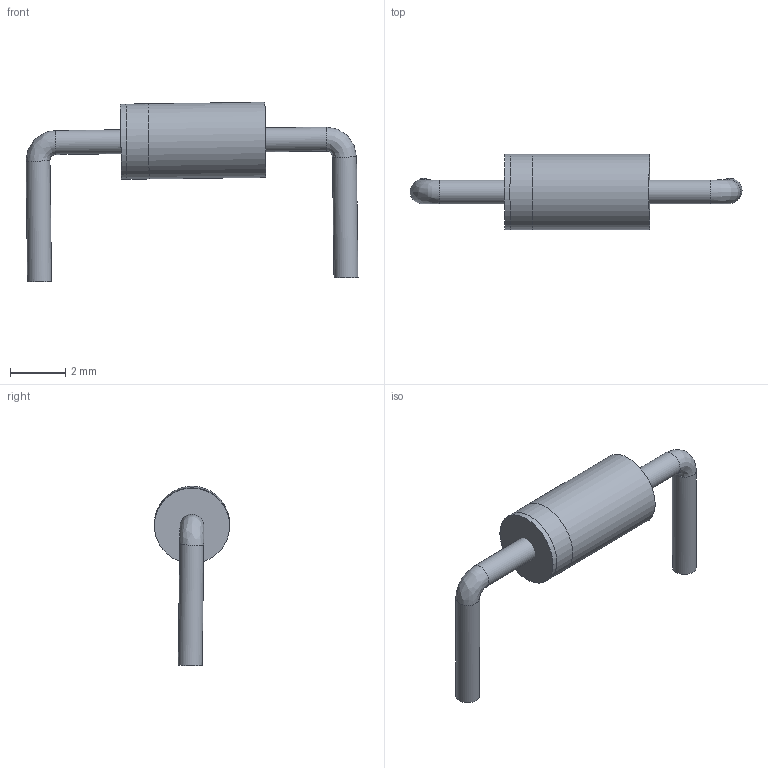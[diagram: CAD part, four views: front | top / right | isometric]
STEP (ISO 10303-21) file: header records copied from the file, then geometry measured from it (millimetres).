
FILE_DESCRIPTION(/* description */ (''),/* implementation_level */ '2;1');
FILE_NAME(/* name */ 'DO-41.step',/* time_stamp */ '2020-05-22T20:35:31+03:00',/* author */ ('vlad.lapshuda'),/* organization */ (''),/* preprocessor_version */ 'ST-DEVELOPER v17.2',/* originating_system */ 'Autodesk Translation Framework v7.6.0.251',/* authorisation */ '');
FILE_SCHEMA (('AUTOMOTIVE_DESIGN { 1 0 10303 214 3 1 1 }'));
Length unit declared in the file: millimetre
Products named in the file (1): DO-41
Bounding box: 11.97 x 2.71 x 6.47 mm (x, y, z)
Volume: 40.3 mm3; surface area: 120.5 mm2
Topology: 4 solids, 4 shells, 21 faces, 33 edges, 22 vertices
Faces by surface type: plane 10, bspline 6, cylinder 5
Full cylindrical faces by diameter (mm): 2.608 x2, 2.71 x3
Entity records: 674 total; most frequent: CARTESIAN_POINT 237, DIRECTION 85, ORIENTED_EDGE 66, AXIS2_PLACEMENT_3D 40, EDGE_CURVE 33, EDGE_LOOP 25, VERTEX_POINT 22, FACE_OUTER_BOUND 21
